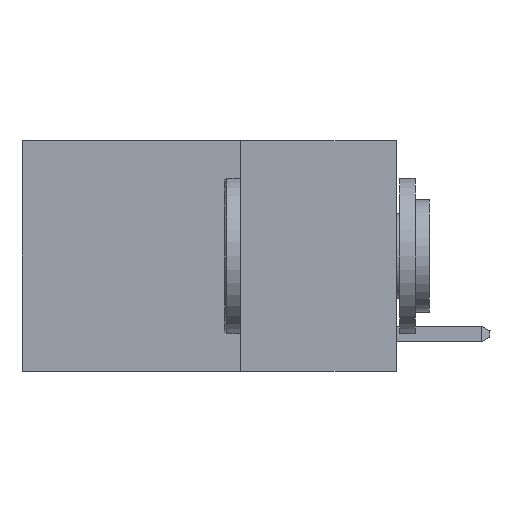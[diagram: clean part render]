
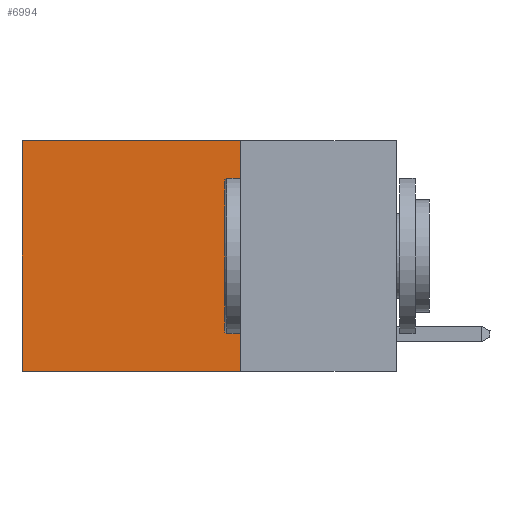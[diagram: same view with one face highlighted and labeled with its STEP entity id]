
A CAD part, left-side view. The second image highlights one B-rep face of the part: STEP entity #6994.
In plain terms, the highlighted planar face has unit normal (-1, 0, 0).
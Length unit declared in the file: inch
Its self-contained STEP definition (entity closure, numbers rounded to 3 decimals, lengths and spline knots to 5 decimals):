
#1851 = DIRECTION ( 'NONE',  ( 0., 1., 0. ) ) ;
#2039 = EDGE_CURVE ( 'NONE', #4184, #10728, #2325, .T. ) ;
#2071 = DIRECTION ( 'NONE',  ( 0., 0., -1. ) ) ;
#2325 = LINE ( 'NONE', #6006, #13562 ) ;
#2330 = CARTESIAN_POINT ( 'NONE',  ( 0.2625, 0.25, 0. ) ) ;
#2561 = VECTOR ( 'NONE', #5659, 39.37008 ) ;
#2581 = VECTOR ( 'NONE', #2071, 39.37008 ) ;
#2837 = AXIS2_PLACEMENT_3D ( 'NONE', #12861, #6403, #13948 ) ;
#4014 = ORIENTED_EDGE ( 'NONE', *, *, #4966, .T. ) ;
#4145 = ORIENTED_EDGE ( 'NONE', *, *, #10347, .F. ) ;
#4169 = ORIENTED_EDGE ( 'NONE', *, *, #2039, .F. ) ;
#4184 = VERTEX_POINT ( 'NONE', #6938 ) ;
#4336 = ORIENTED_EDGE ( 'NONE', *, *, #9079, .T. ) ;
#4728 = VERTEX_POINT ( 'NONE', #9175 ) ;
#4966 = EDGE_CURVE ( 'NONE', #13362, #4728, #5505, .T. ) ;
#5505 = LINE ( 'NONE', #9743, #2581 ) ;
#5648 = VECTOR ( 'NONE', #1851, 39.37008 ) ;
#5659 = DIRECTION ( 'NONE',  ( 0., 1., 0. ) ) ;
#5725 = FACE_OUTER_BOUND ( 'NONE', #13256, .T. ) ;
#6006 = CARTESIAN_POINT ( 'NONE',  ( 0.2625, 0.25, 0. ) ) ;
#6403 = DIRECTION ( 'NONE',  ( 1., 0., 0. ) ) ;
#6888 = CARTESIAN_POINT ( 'NONE',  ( 0.2625, 0.25, -0.37 ) ) ;
#6938 = CARTESIAN_POINT ( 'NONE',  ( 0.2625, 0.25, 0. ) ) ;
#6994 = ADVANCED_FACE ( 'NONE', ( #5725 ), #11780, .F. ) ;
#7355 = CARTESIAN_POINT ( 'NONE',  ( 0.2625, 0.25, -0.37 ) ) ;
#8067 = LINE ( 'NONE', #2330, #2561 ) ;
#8532 = DIRECTION ( 'NONE',  ( 0., 0., -1. ) ) ;
#9079 = EDGE_CURVE ( 'NONE', #4184, #13362, #8067, .T. ) ;
#9175 = CARTESIAN_POINT ( 'NONE',  ( 0.2625, 0.6, -0.37 ) ) ;
#9743 = CARTESIAN_POINT ( 'NONE',  ( 0.2625, 0.6, 0. ) ) ;
#10347 = EDGE_CURVE ( 'NONE', #10728, #4728, #11408, .T. ) ;
#10728 = VERTEX_POINT ( 'NONE', #6888 ) ;
#10884 = CARTESIAN_POINT ( 'NONE',  ( 0.2625, 0.6, 0. ) ) ;
#11408 = LINE ( 'NONE', #7355, #5648 ) ;
#11780 = PLANE ( 'NONE',  #2837 ) ;
#12861 = CARTESIAN_POINT ( 'NONE',  ( 0.2625, 0.25, 0. ) ) ;
#13256 = EDGE_LOOP ( 'NONE', ( #4014, #4145, #4169, #4336 ) ) ;
#13362 = VERTEX_POINT ( 'NONE', #10884 ) ;
#13562 = VECTOR ( 'NONE', #8532, 39.37008 ) ;
#13948 = DIRECTION ( 'NONE',  ( 0., 0., -1. ) ) ;
